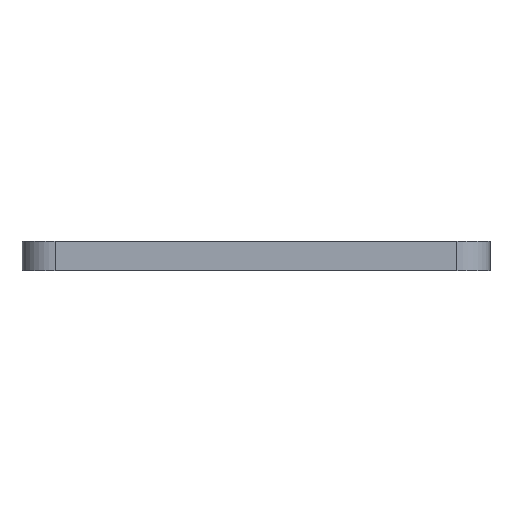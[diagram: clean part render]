
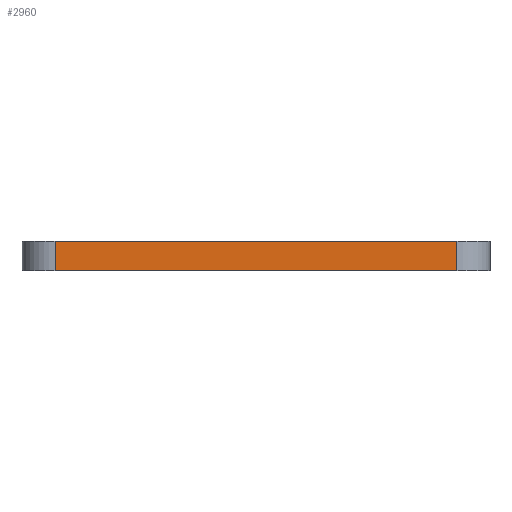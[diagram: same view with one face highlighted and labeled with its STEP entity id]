
A CAD part, left-side view. The second image highlights one B-rep face of the part: STEP entity #2960.
In plain terms, the highlighted planar face has unit normal (-1, 0, 0).
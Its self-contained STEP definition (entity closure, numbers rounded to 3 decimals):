
#83 = PLANE('',#84);
#84 = AXIS2_PLACEMENT_3D('',#85,#86,#87);
#85 = CARTESIAN_POINT('',(148.501,-105.004,1.6));
#86 = DIRECTION('',(-0.,-0.,-1.));
#87 = DIRECTION('',(-1.,0.,0.));
#111 = CYLINDRICAL_SURFACE('',#112,1.796);
#112 = AXIS2_PLACEMENT_3D('',#113,#114,#115);
#113 = CARTESIAN_POINT('',(126.802,-115.908,0.));
#114 = DIRECTION('',(-0.,-0.,-1.));
#115 = DIRECTION('',(1.,0.,-0.));
#137 = PLANE('',#138);
#138 = AXIS2_PLACEMENT_3D('',#139,#140,#141);
#139 = CARTESIAN_POINT('',(148.501,-105.004,0.));
#140 = DIRECTION('',(-0.,-0.,-1.));
#141 = DIRECTION('',(-1.,0.,0.));
#238 = EDGE_CURVE('',#239,#241,#243,.T.);
#239 = VERTEX_POINT('',#240);
#240 = CARTESIAN_POINT('',(125.006,-115.908,0.));
#241 = VERTEX_POINT('',#242);
#242 = CARTESIAN_POINT('',(125.006,-115.908,1.6));
#243 = SURFACE_CURVE('',#244,(#248,#255),.PCURVE_S1.);
#244 = LINE('',#245,#246);
#245 = CARTESIAN_POINT('',(125.006,-115.908,0.));
#246 = VECTOR('',#247,1.);
#247 = DIRECTION('',(0.,0.,1.));
#248 = PCURVE('',#111,#249);
#249 = DEFINITIONAL_REPRESENTATION('',(#250),#254);
#250 = LINE('',#251,#252);
#251 = CARTESIAN_POINT('',(-3.141,0.));
#252 = VECTOR('',#253,1.);
#253 = DIRECTION('',(-0.,-1.));
#254 = ( GEOMETRIC_REPRESENTATION_CONTEXT(2) 
PARAMETRIC_REPRESENTATION_CONTEXT() REPRESENTATION_CONTEXT('2D SPACE',''
  ) );
#255 = PCURVE('',#256,#261);
#256 = PLANE('',#257);
#257 = AXIS2_PLACEMENT_3D('',#258,#259,#260);
#258 = CARTESIAN_POINT('',(125.006,-115.908,0.));
#259 = DIRECTION('',(-1.,0.,0.));
#260 = DIRECTION('',(0.,1.,0.));
#261 = DEFINITIONAL_REPRESENTATION('',(#262),#266);
#262 = LINE('',#263,#264);
#263 = CARTESIAN_POINT('',(0.,0.));
#264 = VECTOR('',#265,1.);
#265 = DIRECTION('',(0.,-1.));
#266 = ( GEOMETRIC_REPRESENTATION_CONTEXT(2) 
PARAMETRIC_REPRESENTATION_CONTEXT() REPRESENTATION_CONTEXT('2D SPACE',''
  ) );
#326 = EDGE_CURVE('',#239,#327,#329,.T.);
#327 = VERTEX_POINT('',#328);
#328 = CARTESIAN_POINT('',(125.006,-94.1,0.));
#329 = SURFACE_CURVE('',#330,(#334,#341),.PCURVE_S1.);
#330 = LINE('',#331,#332);
#331 = CARTESIAN_POINT('',(125.006,-115.908,0.));
#332 = VECTOR('',#333,1.);
#333 = DIRECTION('',(0.,1.,0.));
#334 = PCURVE('',#137,#335);
#335 = DEFINITIONAL_REPRESENTATION('',(#336),#340);
#336 = LINE('',#337,#338);
#337 = CARTESIAN_POINT('',(23.495,-10.904));
#338 = VECTOR('',#339,1.);
#339 = DIRECTION('',(0.,1.));
#340 = ( GEOMETRIC_REPRESENTATION_CONTEXT(2) 
PARAMETRIC_REPRESENTATION_CONTEXT() REPRESENTATION_CONTEXT('2D SPACE',''
  ) );
#341 = PCURVE('',#256,#342);
#342 = DEFINITIONAL_REPRESENTATION('',(#343),#347);
#343 = LINE('',#344,#345);
#344 = CARTESIAN_POINT('',(0.,0.));
#345 = VECTOR('',#346,1.);
#346 = DIRECTION('',(1.,0.));
#347 = ( GEOMETRIC_REPRESENTATION_CONTEXT(2) 
PARAMETRIC_REPRESENTATION_CONTEXT() REPRESENTATION_CONTEXT('2D SPACE',''
  ) );
#370 = CYLINDRICAL_SURFACE('',#371,1.796);
#371 = AXIS2_PLACEMENT_3D('',#372,#373,#374);
#372 = CARTESIAN_POINT('',(126.802,-94.1,0.));
#373 = DIRECTION('',(-0.,-0.,-1.));
#374 = DIRECTION('',(1.,0.,-0.));
#1730 = EDGE_CURVE('',#241,#1731,#1733,.T.);
#1731 = VERTEX_POINT('',#1732);
#1732 = CARTESIAN_POINT('',(125.006,-94.1,1.6));
#1733 = SURFACE_CURVE('',#1734,(#1738,#1745),.PCURVE_S1.);
#1734 = LINE('',#1735,#1736);
#1735 = CARTESIAN_POINT('',(125.006,-115.908,1.6));
#1736 = VECTOR('',#1737,1.);
#1737 = DIRECTION('',(0.,1.,0.));
#1738 = PCURVE('',#83,#1739);
#1739 = DEFINITIONAL_REPRESENTATION('',(#1740),#1744);
#1740 = LINE('',#1741,#1742);
#1741 = CARTESIAN_POINT('',(23.495,-10.904));
#1742 = VECTOR('',#1743,1.);
#1743 = DIRECTION('',(0.,1.));
#1744 = ( GEOMETRIC_REPRESENTATION_CONTEXT(2) 
PARAMETRIC_REPRESENTATION_CONTEXT() REPRESENTATION_CONTEXT('2D SPACE',''
  ) );
#1745 = PCURVE('',#256,#1746);
#1746 = DEFINITIONAL_REPRESENTATION('',(#1747),#1751);
#1747 = LINE('',#1748,#1749);
#1748 = CARTESIAN_POINT('',(0.,-1.6));
#1749 = VECTOR('',#1750,1.);
#1750 = DIRECTION('',(1.,0.));
#1751 = ( GEOMETRIC_REPRESENTATION_CONTEXT(2) 
PARAMETRIC_REPRESENTATION_CONTEXT() REPRESENTATION_CONTEXT('2D SPACE',''
  ) );
#2960 = ADVANCED_FACE('',(#2961),#256,.T.);
#2961 = FACE_BOUND('',#2962,.T.);
#2962 = EDGE_LOOP('',(#2963,#2964,#2965,#2986));
#2963 = ORIENTED_EDGE('',*,*,#238,.T.);
#2964 = ORIENTED_EDGE('',*,*,#1730,.T.);
#2965 = ORIENTED_EDGE('',*,*,#2966,.F.);
#2966 = EDGE_CURVE('',#327,#1731,#2967,.T.);
#2967 = SURFACE_CURVE('',#2968,(#2972,#2979),.PCURVE_S1.);
#2968 = LINE('',#2969,#2970);
#2969 = CARTESIAN_POINT('',(125.006,-94.1,0.));
#2970 = VECTOR('',#2971,1.);
#2971 = DIRECTION('',(0.,0.,1.));
#2972 = PCURVE('',#256,#2973);
#2973 = DEFINITIONAL_REPRESENTATION('',(#2974),#2978);
#2974 = LINE('',#2975,#2976);
#2975 = CARTESIAN_POINT('',(21.808,0.));
#2976 = VECTOR('',#2977,1.);
#2977 = DIRECTION('',(0.,-1.));
#2978 = ( GEOMETRIC_REPRESENTATION_CONTEXT(2) 
PARAMETRIC_REPRESENTATION_CONTEXT() REPRESENTATION_CONTEXT('2D SPACE',''
  ) );
#2979 = PCURVE('',#370,#2980);
#2980 = DEFINITIONAL_REPRESENTATION('',(#2981),#2985);
#2981 = LINE('',#2982,#2983);
#2982 = CARTESIAN_POINT('',(-3.141,0.));
#2983 = VECTOR('',#2984,1.);
#2984 = DIRECTION('',(-0.,-1.));
#2985 = ( GEOMETRIC_REPRESENTATION_CONTEXT(2) 
PARAMETRIC_REPRESENTATION_CONTEXT() REPRESENTATION_CONTEXT('2D SPACE',''
  ) );
#2986 = ORIENTED_EDGE('',*,*,#326,.F.);
